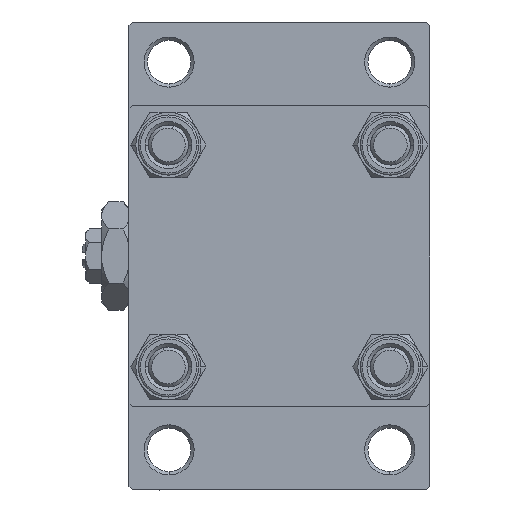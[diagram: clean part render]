
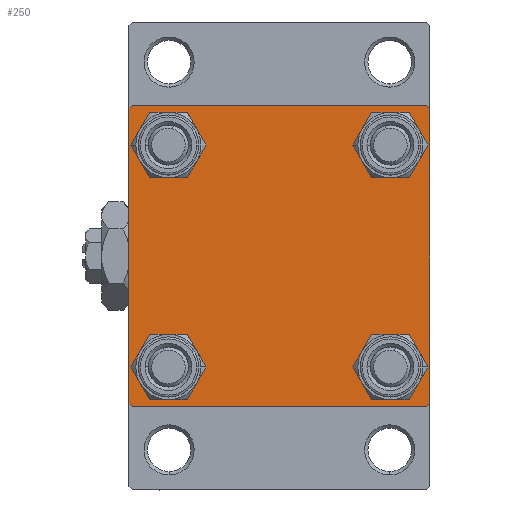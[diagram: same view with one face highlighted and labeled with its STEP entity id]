
A CAD part, left-side view. The second image highlights one B-rep face of the part: STEP entity #250.
In plain terms, the highlighted planar face has unit normal (-1, 0, 0).
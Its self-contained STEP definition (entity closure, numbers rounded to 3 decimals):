
#250 = ADVANCED_FACE ( 'NONE', ( #16441, #9498, #32903, #24152, #5652 ), #43677, .T. ) ;
#277 = CARTESIAN_POINT ( 'NONE',  ( 0., 22.5, -22.5 ) ) ;
#461 = VECTOR ( 'NONE', #14666, 1000. ) ;
#896 = CIRCLE ( 'NONE', #2562, 3.5 ) ;
#1206 = AXIS2_PLACEMENT_3D ( 'NONE', #3195, #2688, #42744 ) ;
#1350 = CARTESIAN_POINT ( 'NONE',  ( 0., -22., 22.5 ) ) ;
#1394 = ORIENTED_EDGE ( 'NONE', *, *, #15053, .T. ) ;
#1969 = DIRECTION ( 'NONE',  ( 0., 0., 1. ) ) ;
#2514 = DIRECTION ( 'NONE',  ( 0., 0., 1. ) ) ;
#2562 = AXIS2_PLACEMENT_3D ( 'NONE', #45374, #13285, #1969 ) ;
#2688 = DIRECTION ( 'NONE',  ( 1., 0., 0. ) ) ;
#2920 = CARTESIAN_POINT ( 'NONE',  ( 0., 16.6, 16.6 ) ) ;
#3195 = CARTESIAN_POINT ( 'NONE',  ( 0., 16.6, 16.6 ) ) ;
#3253 = VERTEX_POINT ( 'NONE', #46300 ) ;
#3651 = EDGE_CURVE ( 'NONE', #15665, #7375, #21727, .T. ) ;
#3656 = CIRCLE ( 'NONE', #4457, 3.5 ) ;
#3893 = ORIENTED_EDGE ( 'NONE', *, *, #29159, .F. ) ;
#4254 = EDGE_CURVE ( 'NONE', #11921, #3253, #43714, .T. ) ;
#4428 = AXIS2_PLACEMENT_3D ( 'NONE', #10202, #6874, #2514 ) ;
#4457 = AXIS2_PLACEMENT_3D ( 'NONE', #23117, #38787, #17177 ) ;
#4578 = CARTESIAN_POINT ( 'NONE',  ( 0., 22.5, 22.5 ) ) ;
#4827 = LINE ( 'NONE', #4578, #48775 ) ;
#5335 = DIRECTION ( 'NONE',  ( 0., 0.707, -0.707 ) ) ;
#5476 = EDGE_CURVE ( 'NONE', #24640, #16744, #29224, .T. ) ;
#5652 = FACE_OUTER_BOUND ( 'NONE', #28799, .T. ) ;
#5820 = VECTOR ( 'NONE', #31139, 1000. ) ;
#5907 = EDGE_LOOP ( 'NONE', ( #45787, #18741 ) ) ;
#6062 = CARTESIAN_POINT ( 'NONE',  ( 0., -22.5, 22.5 ) ) ;
#6874 = DIRECTION ( 'NONE',  ( 1., 0., 0. ) ) ;
#7140 = LINE ( 'NONE', #35390, #46499 ) ;
#7375 = VERTEX_POINT ( 'NONE', #25216 ) ;
#7456 = CARTESIAN_POINT ( 'NONE',  ( 0., -16.6, -20.1 ) ) ;
#7737 = LINE ( 'NONE', #277, #5820 ) ;
#9002 = ORIENTED_EDGE ( 'NONE', *, *, #5476, .T. ) ;
#9319 = ORIENTED_EDGE ( 'NONE', *, *, #24896, .T. ) ;
#9498 = FACE_BOUND ( 'NONE', #11150, .T. ) ;
#9513 = CARTESIAN_POINT ( 'NONE',  ( 0., -16.6, 20.1 ) ) ;
#9722 = LINE ( 'NONE', #43904, #29071 ) ;
#10202 = CARTESIAN_POINT ( 'NONE',  ( 0., 16.6, -16.6 ) ) ;
#10217 = EDGE_CURVE ( 'NONE', #17301, #26514, #33492, .T. ) ;
#10611 = ORIENTED_EDGE ( 'NONE', *, *, #10217, .T. ) ;
#10830 = LINE ( 'NONE', #14687, #17290 ) ;
#11150 = EDGE_LOOP ( 'NONE', ( #11851, #1394 ) ) ;
#11851 = ORIENTED_EDGE ( 'NONE', *, *, #33499, .T. ) ;
#11921 = VERTEX_POINT ( 'NONE', #14943 ) ;
#12014 = ORIENTED_EDGE ( 'NONE', *, *, #50369, .T. ) ;
#12616 = CARTESIAN_POINT ( 'NONE',  ( 0., 22.5, 22.5 ) ) ;
#12728 = VERTEX_POINT ( 'NONE', #1350 ) ;
#12791 = DIRECTION ( 'NONE',  ( 0., 0., 1. ) ) ;
#13285 = DIRECTION ( 'NONE',  ( 1., 0., 0. ) ) ;
#13314 = CARTESIAN_POINT ( 'NONE',  ( 0., 16.6, -16.6 ) ) ;
#14666 = DIRECTION ( 'NONE',  ( 0., 0., -1. ) ) ;
#14687 = CARTESIAN_POINT ( 'NONE',  ( 0., -22.25, 22.25 ) ) ;
#14943 = CARTESIAN_POINT ( 'NONE',  ( 0., 22.5, 22. ) ) ;
#15053 = EDGE_CURVE ( 'NONE', #27428, #37765, #32717, .T. ) ;
#15064 = DIRECTION ( 'NONE',  ( 1., 0., 0. ) ) ;
#15665 = VERTEX_POINT ( 'NONE', #40576 ) ;
#15840 = DIRECTION ( 'NONE',  ( 0., -0.707, -0.707 ) ) ;
#16130 = LINE ( 'NONE', #16381, #30677 ) ;
#16294 = AXIS2_PLACEMENT_3D ( 'NONE', #43042, #15064, #35352 ) ;
#16381 = CARTESIAN_POINT ( 'NONE',  ( 0., 22.25, 22.25 ) ) ;
#16403 = ORIENTED_EDGE ( 'NONE', *, *, #3651, .F. ) ;
#16441 = FACE_BOUND ( 'NONE', #45209, .T. ) ;
#16744 = VERTEX_POINT ( 'NONE', #9513 ) ;
#17177 = DIRECTION ( 'NONE',  ( 0., 0., 1. ) ) ;
#17290 = VECTOR ( 'NONE', #42171, 1000. ) ;
#17301 = VERTEX_POINT ( 'NONE', #48441 ) ;
#17509 = CARTESIAN_POINT ( 'NONE',  ( 0., -16.6, 13.1 ) ) ;
#17993 = DIRECTION ( 'NONE',  ( 0., 0., 1. ) ) ;
#18121 = CARTESIAN_POINT ( 'NONE',  ( 0., 16.6, -20.1 ) ) ;
#18393 = AXIS2_PLACEMENT_3D ( 'NONE', #13314, #28978, #12791 ) ;
#18741 = ORIENTED_EDGE ( 'NONE', *, *, #30076, .T. ) ;
#19599 = ORIENTED_EDGE ( 'NONE', *, *, #4254, .T. ) ;
#20143 = EDGE_CURVE ( 'NONE', #16744, #24640, #896, .T. ) ;
#20491 = DIRECTION ( 'NONE',  ( 0., -1., 0. ) ) ;
#20544 = DIRECTION ( 'NONE',  ( 0., 0., 1. ) ) ;
#20847 = CIRCLE ( 'NONE', #4428, 3.5 ) ;
#21008 = CARTESIAN_POINT ( 'NONE',  ( 0., 22., 22.5 ) ) ;
#21727 = LINE ( 'NONE', #6062, #47189 ) ;
#22183 = DIRECTION ( 'NONE',  ( 1., 0., 0. ) ) ;
#23117 = CARTESIAN_POINT ( 'NONE',  ( 0., -16.6, -16.6 ) ) ;
#24046 = CARTESIAN_POINT ( 'NONE',  ( 0., -16.6, -13.1 ) ) ;
#24152 = FACE_BOUND ( 'NONE', #47455, .T. ) ;
#24640 = VERTEX_POINT ( 'NONE', #17509 ) ;
#24826 = DIRECTION ( 'NONE',  ( 0., 0., -1. ) ) ;
#24896 = EDGE_CURVE ( 'NONE', #26514, #17301, #29924, .T. ) ;
#25216 = CARTESIAN_POINT ( 'NONE',  ( 0., -22.5, -22. ) ) ;
#26102 = AXIS2_PLACEMENT_3D ( 'NONE', #2920, #22183, #38110 ) ;
#26514 = VERTEX_POINT ( 'NONE', #46495 ) ;
#26879 = ORIENTED_EDGE ( 'NONE', *, *, #33545, .T. ) ;
#27428 = VERTEX_POINT ( 'NONE', #7456 ) ;
#28205 = ORIENTED_EDGE ( 'NONE', *, *, #38642, .T. ) ;
#28264 = EDGE_CURVE ( 'NONE', #36727, #11921, #16130, .T. ) ;
#28799 = EDGE_LOOP ( 'NONE', ( #19599, #28205, #12014, #26879, #16403, #41475, #3893, #38492 ) ) ;
#28978 = DIRECTION ( 'NONE',  ( 1., 0., 0. ) ) ;
#29071 = VECTOR ( 'NONE', #48013, 1000. ) ;
#29159 = EDGE_CURVE ( 'NONE', #36727, #12728, #4827, .T. ) ;
#29224 = CIRCLE ( 'NONE', #41537, 3.5 ) ;
#29849 = EDGE_CURVE ( 'NONE', #42519, #47405, #47915, .T. ) ;
#29924 = CIRCLE ( 'NONE', #1206, 3.5 ) ;
#30076 = EDGE_CURVE ( 'NONE', #47405, #42519, #20847, .T. ) ;
#30677 = VECTOR ( 'NONE', #5335, 1000. ) ;
#30825 = AXIS2_PLACEMENT_3D ( 'NONE', #47784, #48548, #20544 ) ;
#31139 = DIRECTION ( 'NONE',  ( 0., -1., 0. ) ) ;
#32717 = CIRCLE ( 'NONE', #16294, 3.5 ) ;
#32903 = FACE_BOUND ( 'NONE', #5907, .T. ) ;
#33492 = CIRCLE ( 'NONE', #26102, 3.5 ) ;
#33499 = EDGE_CURVE ( 'NONE', #37765, #27428, #3656, .T. ) ;
#33545 = EDGE_CURVE ( 'NONE', #34785, #7375, #9722, .T. ) ;
#34525 = CARTESIAN_POINT ( 'NONE',  ( 0., 16.6, -13.1 ) ) ;
#34779 = VERTEX_POINT ( 'NONE', #46698 ) ;
#34785 = VERTEX_POINT ( 'NONE', #35145 ) ;
#35145 = CARTESIAN_POINT ( 'NONE',  ( 0., -22., -22.5 ) ) ;
#35352 = DIRECTION ( 'NONE',  ( 0., 0., 1. ) ) ;
#35390 = CARTESIAN_POINT ( 'NONE',  ( 0., 22.25, -22.25 ) ) ;
#36727 = VERTEX_POINT ( 'NONE', #21008 ) ;
#37765 = VERTEX_POINT ( 'NONE', #24046 ) ;
#38110 = DIRECTION ( 'NONE',  ( 0., 0., 1. ) ) ;
#38492 = ORIENTED_EDGE ( 'NONE', *, *, #28264, .T. ) ;
#38642 = EDGE_CURVE ( 'NONE', #3253, #34779, #7140, .T. ) ;
#38694 = ORIENTED_EDGE ( 'NONE', *, *, #20143, .T. ) ;
#38787 = DIRECTION ( 'NONE',  ( 1., 0., 0. ) ) ;
#40576 = CARTESIAN_POINT ( 'NONE',  ( 0., -22.5, 22. ) ) ;
#41125 = DIRECTION ( 'NONE',  ( 1., 0., 0. ) ) ;
#41373 = CARTESIAN_POINT ( 'NONE',  ( 0., -16.6, 16.6 ) ) ;
#41475 = ORIENTED_EDGE ( 'NONE', *, *, #50208, .T. ) ;
#41537 = AXIS2_PLACEMENT_3D ( 'NONE', #41373, #41125, #17993 ) ;
#42171 = DIRECTION ( 'NONE',  ( 0., 0.707, 0.707 ) ) ;
#42519 = VERTEX_POINT ( 'NONE', #34525 ) ;
#42744 = DIRECTION ( 'NONE',  ( 0., 0., 1. ) ) ;
#43042 = CARTESIAN_POINT ( 'NONE',  ( 0., -16.6, -16.6 ) ) ;
#43677 = PLANE ( 'NONE',  #30825 ) ;
#43714 = LINE ( 'NONE', #12616, #461 ) ;
#43904 = CARTESIAN_POINT ( 'NONE',  ( 0., -22.25, -22.25 ) ) ;
#45209 = EDGE_LOOP ( 'NONE', ( #38694, #9002 ) ) ;
#45374 = CARTESIAN_POINT ( 'NONE',  ( 0., -16.6, 16.6 ) ) ;
#45787 = ORIENTED_EDGE ( 'NONE', *, *, #29849, .T. ) ;
#46300 = CARTESIAN_POINT ( 'NONE',  ( 0., 22.5, -22. ) ) ;
#46495 = CARTESIAN_POINT ( 'NONE',  ( 0., 16.6, 13.1 ) ) ;
#46499 = VECTOR ( 'NONE', #15840, 1000. ) ;
#46698 = CARTESIAN_POINT ( 'NONE',  ( 0., 22., -22.5 ) ) ;
#47189 = VECTOR ( 'NONE', #24826, 1000. ) ;
#47405 = VERTEX_POINT ( 'NONE', #18121 ) ;
#47455 = EDGE_LOOP ( 'NONE', ( #10611, #9319 ) ) ;
#47784 = CARTESIAN_POINT ( 'NONE',  ( 0., 0., 0. ) ) ;
#47915 = CIRCLE ( 'NONE', #18393, 3.5 ) ;
#48013 = DIRECTION ( 'NONE',  ( 0., -0.707, 0.707 ) ) ;
#48441 = CARTESIAN_POINT ( 'NONE',  ( 0., 16.6, 20.1 ) ) ;
#48548 = DIRECTION ( 'NONE',  ( -1., 0., 0. ) ) ;
#48775 = VECTOR ( 'NONE', #20491, 1000. ) ;
#50208 = EDGE_CURVE ( 'NONE', #15665, #12728, #10830, .T. ) ;
#50369 = EDGE_CURVE ( 'NONE', #34779, #34785, #7737, .T. ) ;
